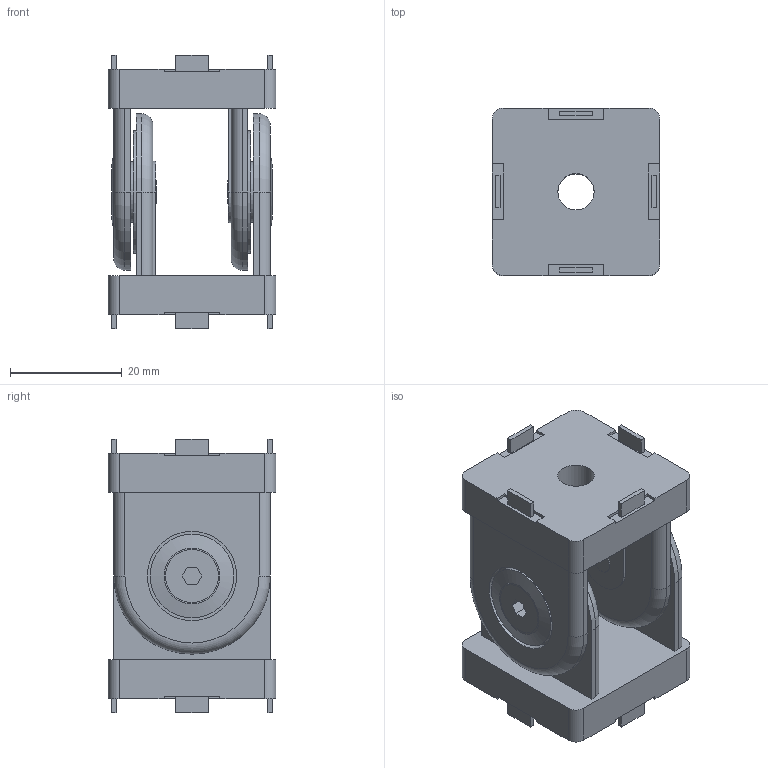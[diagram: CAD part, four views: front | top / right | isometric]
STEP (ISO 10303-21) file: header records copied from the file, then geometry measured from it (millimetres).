
FILE_DESCRIPTION(/* description */ (''),/* implementation_level */ '2;1');
FILE_NAME(/* name */ '323030.stp',/* time_stamp */ '2015-08-13T16:35:23+02:00',/* author */ ('veronikaf'),/* organization */ (''),/* preprocessor_version */ 'ST-DEVELOPER v15.2',/* originating_system */ 'Autodesk Inventor 2014',/* authorisation */ '');
FILE_SCHEMA (('AUTOMOTIVE_DESIGN { 1 0 10303 214 3 1 1 }'));
Length unit declared in the file: millimetre
Products named in the file (5): 323030-1; 323030-2; 323030-3; 200508.4; 323030
Assembly tree (8 placements, depth 2):
  323030
    323030-1  x2
    323030-2  x2
    323030-3  x2
    200508.4  x2
Bounding box: 30 x 30 x 49 mm (x, y, z)
Volume: 21184 mm3; surface area: 14737.8 mm2
Topology: 8 solids, 8 shells, 248 faces, 588 edges, 386 vertices
Faces by surface type: plane 170, cylinder 62, cone 8, torus 6, sphere 2
Full cylindrical faces by diameter (mm): 2 x4, 2.1 x4, 4.134 x2, 5 x2, 6.5 x2, 7.5 x2, 10 x2, 11.2 x2, 14 x2, 14.5 x2, 15 x2, 16 x2, 22 x4
Entity records: 3607 total; most frequent: DIRECTION 616, CARTESIAN_POINT 599, ORIENTED_EDGE 542, EDGE_CURVE 271, AXIS2_PLACEMENT_3D 208, LINE 200, VECTOR 200, VERTEX_POINT 191
